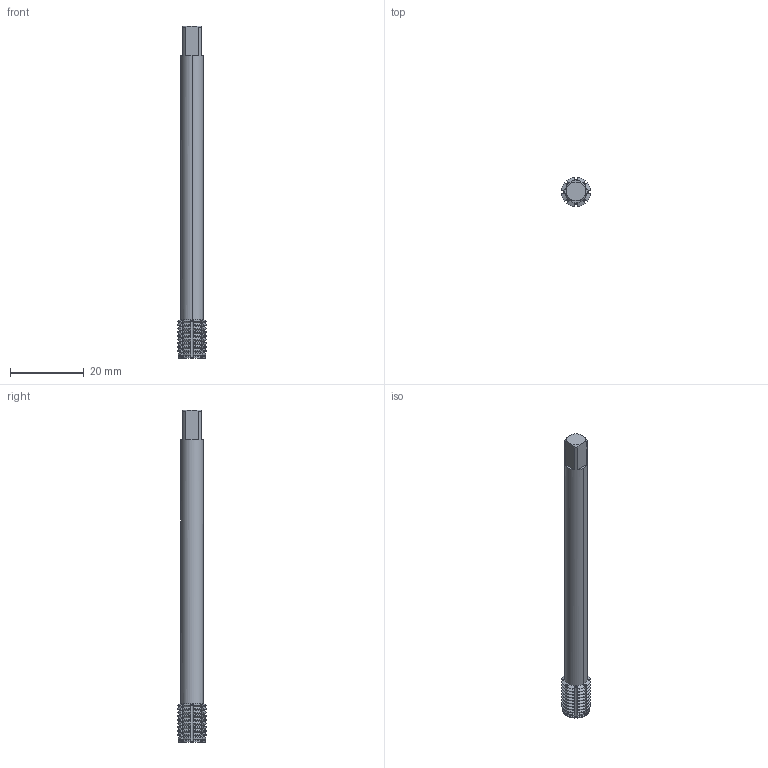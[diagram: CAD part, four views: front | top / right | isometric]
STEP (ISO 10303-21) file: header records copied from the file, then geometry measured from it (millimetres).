
FILE_DESCRIPTION(('no description'),'unknown implementation level');
FILE_NAME('solidt4Kr_Zfc7FZ9MBCCS0NvvJkHR_8_1.STP',' ',('CIM GmbH Aachen'),('CADClick - KiM GmbH - www.kimweb.de'),'unknown preprocess','ACIS','unknown authorization');
FILE_SCHEMA(('automotive_design'));
Length unit declared in the file: millimetre
Products named in the file (2): 1; 2
Bounding box: 7.95 x 7.95 x 90 mm (x, y, z)
Volume: 2624.4 mm3; surface area: 2392.4 mm2
Topology: 2 solids, 2 shells, 593 faces, 1759 edges, 1170 vertices
Faces by surface type: cone 210, plane 193, cylinder 174, torus 16
Entity records: 41884 total; most frequent: CARTESIAN_POINT 6939, STYLED_ITEM 3524, PRESENTATION_STYLE_ASSIGNMENT 3524, COLOUR_RGB 3524, ORIENTED_EDGE 3518, DIRECTION 2983, EDGE_CURVE 1759, CURVE_STYLE 1759
